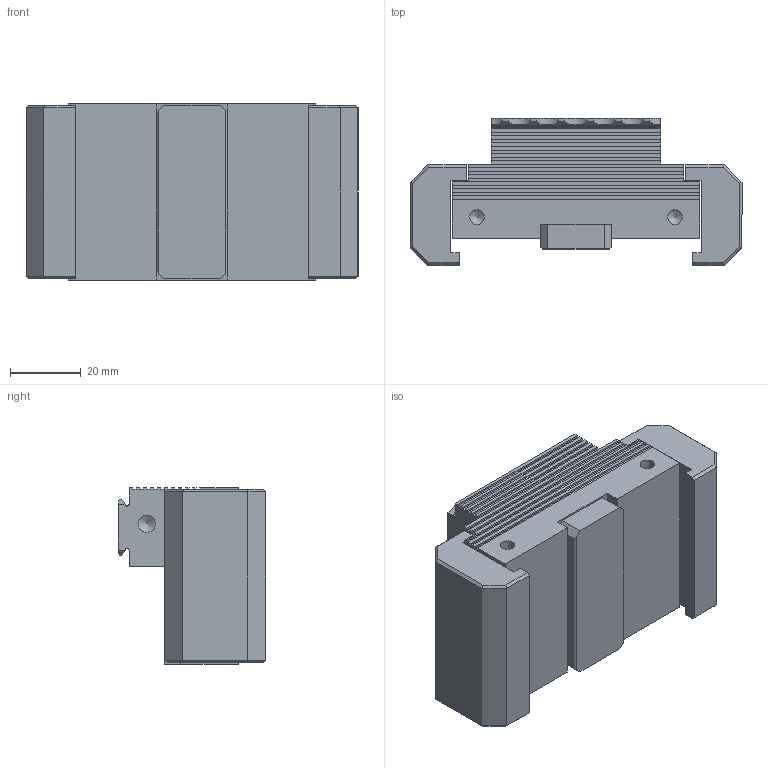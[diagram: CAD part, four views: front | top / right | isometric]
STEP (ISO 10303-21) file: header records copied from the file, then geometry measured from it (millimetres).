
FILE_DESCRIPTION((''),'2;1');
FILE_NAME('300-0048-001-Kunde.stp','2014-11-25T10:36:12',('Sigimeier'),(''),'Autodesk Inventor 2013','Autodesk Inventor 2013','');
FILE_SCHEMA(('AUTOMOTIVE_DESIGN { 1 0 10303 214 1 1 1 1 }'));
Length unit declared in the file: millimetre
Products named in the file (1): 300-0048-001-Kd
Bounding box: 94 x 41.67 x 50 mm (x, y, z)
Volume: 117212.5 mm3; surface area: 25782.9 mm2
Topology: 1 solids, 1 shells, 180 faces, 507 edges, 327 vertices
Faces by surface type: plane 144, cylinder 27, cone 9
Full cylindrical faces by diameter (mm): 4.134 x7, 4.917 x2
Entity records: 5789 total; most frequent: CARTESIAN_POINT 979, ORIENTED_EDGE 960, DIRECTION 920, EDGE_CURVE 480, VECTOR 402, LINE 402, VERTEX_POINT 318, AXIS2_PLACEMENT_3D 259
